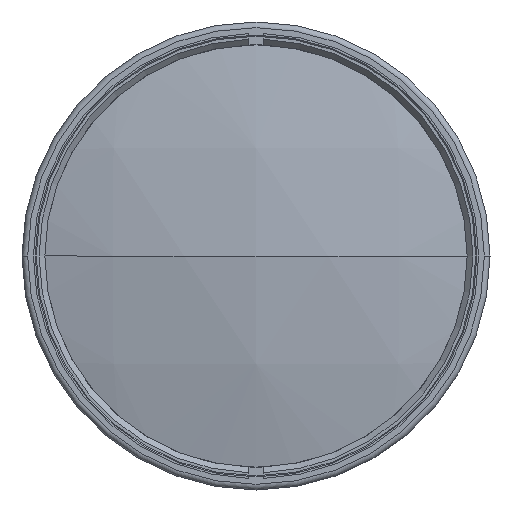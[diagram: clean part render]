
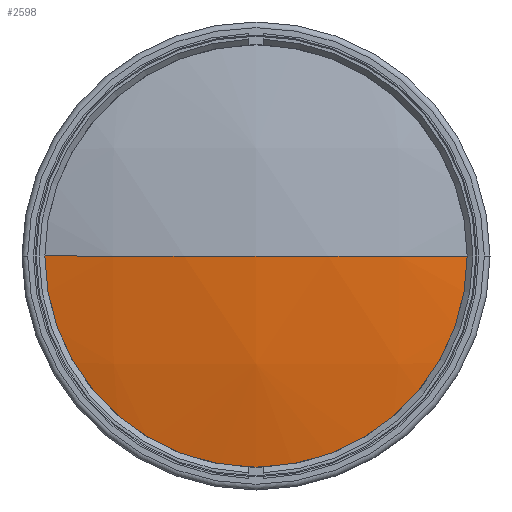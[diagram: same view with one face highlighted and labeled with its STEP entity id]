
A CAD part, left-side view. The second image highlights one B-rep face of the part: STEP entity #2598.
In plain terms, the highlighted spherical face has radius 161 mm.
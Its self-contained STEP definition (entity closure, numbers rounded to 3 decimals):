
#34 = AXIS2_PLACEMENT_3D ( 'NONE', #2858, #2627, #2100 ) ;
#172 = DIRECTION ( 'NONE',  ( 0., 0., 1. ) ) ;
#320 = VERTEX_POINT ( 'NONE', #1009 ) ;
#513 = ORIENTED_EDGE ( 'NONE', *, *, #2919, .F. ) ;
#710 = DIRECTION ( 'NONE',  ( 0., -1., 0. ) ) ;
#891 = DIRECTION ( 'NONE',  ( -1., 0., 0. ) ) ;
#1009 = CARTESIAN_POINT ( 'NONE',  ( -160.802, -37.5, 0. ) ) ;
#1047 = AXIS2_PLACEMENT_3D ( 'NONE', #1350, #1864, #2946 ) ;
#1125 = CARTESIAN_POINT ( 'NONE',  ( -160.802, 0., 0. ) ) ;
#1277 = CARTESIAN_POINT ( 'NONE',  ( -4.23, 0., 0. ) ) ;
#1335 = AXIS2_PLACEMENT_3D ( 'NONE', #1277, #172, #710 ) ;
#1350 = CARTESIAN_POINT ( 'NONE',  ( -4.23, 0., 0. ) ) ;
#1376 = VERTEX_POINT ( 'NONE', #2611 ) ;
#1404 = CIRCLE ( 'NONE', #1047, 161. ) ;
#1618 = AXIS2_PLACEMENT_3D ( 'NONE', #1125, #891, #2454 ) ;
#1864 = DIRECTION ( 'NONE',  ( 0., 0., -1. ) ) ;
#1886 = SPHERICAL_SURFACE ( 'NONE', #34, 161. ) ;
#2100 = DIRECTION ( 'NONE',  ( 0., 1., 0. ) ) ;
#2158 = ORIENTED_EDGE ( 'NONE', *, *, #3383, .T. ) ;
#2183 = CIRCLE ( 'NONE', #1335, 161. ) ;
#2220 = EDGE_CURVE ( 'NONE', #1376, #320, #2757, .T. ) ;
#2454 = DIRECTION ( 'NONE',  ( 0., 0., 1. ) ) ;
#2592 = FACE_OUTER_BOUND ( 'NONE', #2624, .T. ) ;
#2598 = ADVANCED_FACE ( 'NONE', ( #2592 ), #1886, .T. ) ;
#2611 = CARTESIAN_POINT ( 'NONE',  ( -160.802, 37.5, 0. ) ) ;
#2624 = EDGE_LOOP ( 'NONE', ( #2945, #2158, #513 ) ) ;
#2627 = DIRECTION ( 'NONE',  ( 0., 0., -1. ) ) ;
#2757 = CIRCLE ( 'NONE', #1618, 37.5 ) ;
#2858 = CARTESIAN_POINT ( 'NONE',  ( -4.23, 0., 0. ) ) ;
#2919 = EDGE_CURVE ( 'NONE', #1376, #3360, #2183, .T. ) ;
#2945 = ORIENTED_EDGE ( 'NONE', *, *, #2220, .T. ) ;
#2946 = DIRECTION ( 'NONE',  ( 0., 1., 0. ) ) ;
#3360 = VERTEX_POINT ( 'NONE', #3393 ) ;
#3383 = EDGE_CURVE ( 'NONE', #320, #3360, #1404, .T. ) ;
#3393 = CARTESIAN_POINT ( 'NONE',  ( -165.23, 0., 0. ) ) ;
